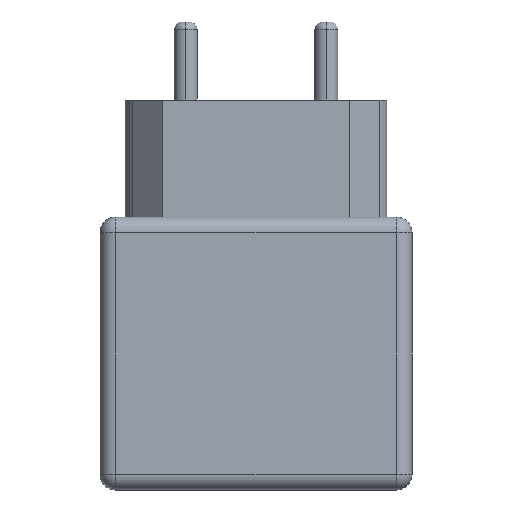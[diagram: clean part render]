
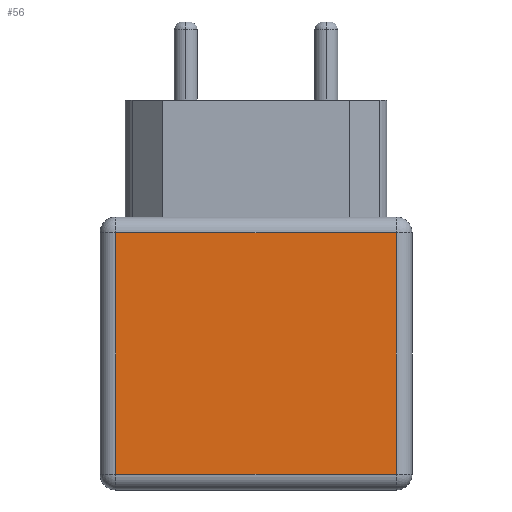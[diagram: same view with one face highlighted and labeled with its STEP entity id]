
A CAD part, left-side view. The second image highlights one B-rep face of the part: STEP entity #56.
In plain terms, the highlighted planar face has unit normal (-1, 0, 0).
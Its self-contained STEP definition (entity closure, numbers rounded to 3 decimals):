
#32 = CARTESIAN_POINT ( 'NONE',  ( -12., 18., 35. ) ) ;
#36 = EDGE_CURVE ( 'NONE', #1068, #555, #965, .T. ) ;
#56 = ADVANCED_FACE ( 'NONE', ( #960 ), #213, .F. ) ;
#181 = ORIENTED_EDGE ( 'NONE', *, *, #1122, .T. ) ;
#185 = DIRECTION ( 'NONE',  ( 0., 0., 1. ) ) ;
#194 = CARTESIAN_POINT ( 'NONE',  ( -12., -18., 35. ) ) ;
#213 = PLANE ( 'NONE',  #1286 ) ;
#328 = VECTOR ( 'NONE', #1259, 1000. ) ;
#345 = VECTOR ( 'NONE', #824, 1000. ) ;
#352 = EDGE_CURVE ( 'NONE', #1088, #886, #706, .T. ) ;
#443 = DIRECTION ( 'NONE',  ( 0., 0., -1. ) ) ;
#445 = CARTESIAN_POINT ( 'NONE',  ( -12., -18., 33. ) ) ;
#452 = DIRECTION ( 'NONE',  ( 0., 0., -1. ) ) ;
#470 = EDGE_LOOP ( 'NONE', ( #1273, #710, #181, #1246 ) ) ;
#531 = CARTESIAN_POINT ( 'NONE',  ( -12., -20., 2. ) ) ;
#547 = DIRECTION ( 'NONE',  ( 1., 0., 0. ) ) ;
#555 = VERTEX_POINT ( 'NONE', #1034 ) ;
#706 = LINE ( 'NONE', #194, #721 ) ;
#710 = ORIENTED_EDGE ( 'NONE', *, *, #36, .T. ) ;
#717 = EDGE_CURVE ( 'NONE', #886, #1068, #1148, .T. ) ;
#721 = VECTOR ( 'NONE', #185, 1000. ) ;
#746 = CARTESIAN_POINT ( 'NONE',  ( -12., -20., 33. ) ) ;
#824 = DIRECTION ( 'NONE',  ( 0., -1., 0. ) ) ;
#834 = CARTESIAN_POINT ( 'NONE',  ( -12., 18., 33. ) ) ;
#886 = VERTEX_POINT ( 'NONE', #445 ) ;
#960 = FACE_OUTER_BOUND ( 'NONE', #470, .T. ) ;
#965 = LINE ( 'NONE', #32, #1069 ) ;
#1033 = LINE ( 'NONE', #531, #345 ) ;
#1034 = CARTESIAN_POINT ( 'NONE',  ( -12., 18., 2. ) ) ;
#1038 = CARTESIAN_POINT ( 'NONE',  ( -12., -20., 35. ) ) ;
#1068 = VERTEX_POINT ( 'NONE', #834 ) ;
#1069 = VECTOR ( 'NONE', #452, 1000. ) ;
#1088 = VERTEX_POINT ( 'NONE', #1258 ) ;
#1122 = EDGE_CURVE ( 'NONE', #555, #1088, #1033, .T. ) ;
#1148 = LINE ( 'NONE', #746, #328 ) ;
#1246 = ORIENTED_EDGE ( 'NONE', *, *, #352, .T. ) ;
#1258 = CARTESIAN_POINT ( 'NONE',  ( -12., -18., 2. ) ) ;
#1259 = DIRECTION ( 'NONE',  ( 0., 1., 0. ) ) ;
#1273 = ORIENTED_EDGE ( 'NONE', *, *, #717, .T. ) ;
#1286 = AXIS2_PLACEMENT_3D ( 'NONE', #1038, #547, #443 ) ;
